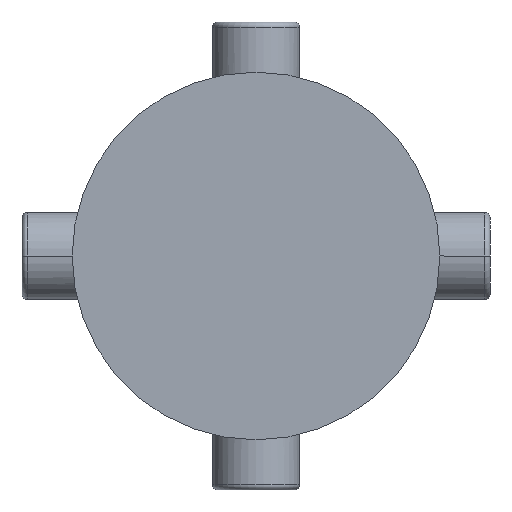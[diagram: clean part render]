
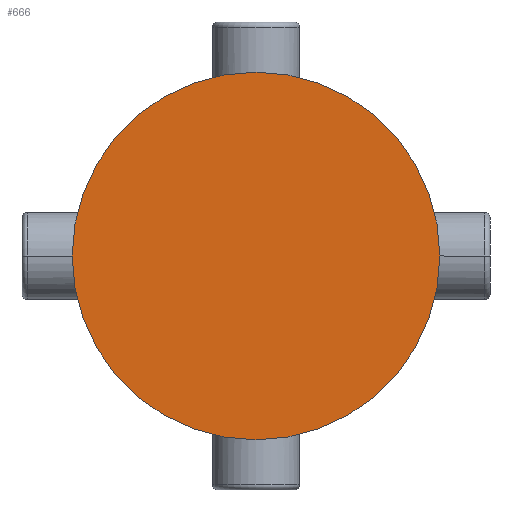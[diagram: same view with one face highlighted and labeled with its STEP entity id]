
A CAD part, front view. The second image highlights one B-rep face of the part: STEP entity #666.
In plain terms, the highlighted planar face has unit normal (0, -1, 0).
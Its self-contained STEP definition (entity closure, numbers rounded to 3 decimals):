
#3 = AXIS2_PLACEMENT_3D ( 'NONE', #582, #1846, #769 ) ;
#180 = EDGE_CURVE ( 'NONE', #1142, #1407, #853, .T. ) ;
#357 = EDGE_CURVE ( 'NONE', #1407, #1142, #2061, .T. ) ;
#454 = DIRECTION ( 'NONE',  ( 0., 1., 0. ) ) ;
#582 = CARTESIAN_POINT ( 'NONE',  ( 0., -9., 0. ) ) ;
#666 = ADVANCED_FACE ( 'NONE', ( #984 ), #1484, .F. ) ;
#715 = ORIENTED_EDGE ( 'NONE', *, *, #180, .F. ) ;
#769 = DIRECTION ( 'NONE',  ( 0., 0., 1. ) ) ;
#823 = CARTESIAN_POINT ( 'NONE',  ( 0., -9., 27.5 ) ) ;
#853 = CIRCLE ( 'NONE', #1310, 27.5 ) ;
#871 = EDGE_LOOP ( 'NONE', ( #715, #982 ) ) ;
#936 = DIRECTION ( 'NONE',  ( 0., 0., 1. ) ) ;
#941 = DIRECTION ( 'NONE',  ( 0., 1., 0. ) ) ;
#944 = CARTESIAN_POINT ( 'NONE',  ( 0., -9., 0. ) ) ;
#982 = ORIENTED_EDGE ( 'NONE', *, *, #357, .F. ) ;
#984 = FACE_OUTER_BOUND ( 'NONE', #871, .T. ) ;
#1142 = VERTEX_POINT ( 'NONE', #823 ) ;
#1310 = AXIS2_PLACEMENT_3D ( 'NONE', #944, #941, #936 ) ;
#1407 = VERTEX_POINT ( 'NONE', #1898 ) ;
#1484 = PLANE ( 'NONE',  #3 ) ;
#1521 = CARTESIAN_POINT ( 'NONE',  ( 0., -9., 0. ) ) ;
#1707 = DIRECTION ( 'NONE',  ( 0., 0., 1. ) ) ;
#1846 = DIRECTION ( 'NONE',  ( 0., 1., 0. ) ) ;
#1898 = CARTESIAN_POINT ( 'NONE',  ( 0., -9., -27.5 ) ) ;
#2061 = CIRCLE ( 'NONE', #2293, 27.5 ) ;
#2293 = AXIS2_PLACEMENT_3D ( 'NONE', #1521, #454, #1707 ) ;
